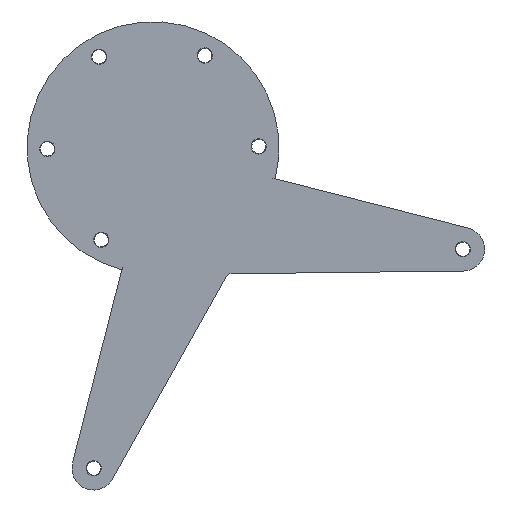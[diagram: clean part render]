
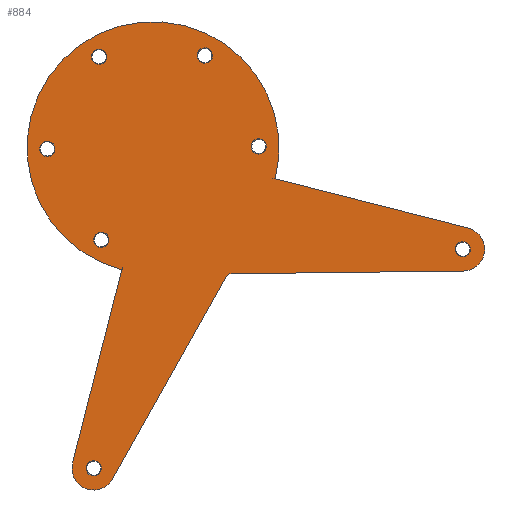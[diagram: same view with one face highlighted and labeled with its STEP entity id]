
A CAD part, top view. The second image highlights one B-rep face of the part: STEP entity #884.
In plain terms, the highlighted planar face has unit normal (0, 0, 1).
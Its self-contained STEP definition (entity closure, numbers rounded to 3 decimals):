
#884=ADVANCED_FACE('',(#1100,#1101,#1102,#1103,#1104,#1105,#1106,#1107),#1108,.F.);
#1100=FACE_OUTER_BOUND('',#2900,.T.);
#1101=FACE_BOUND('',#2901,.T.);
#1102=FACE_BOUND('',#2902,.T.);
#1103=FACE_BOUND('',#2903,.T.);
#1104=FACE_BOUND('',#2904,.T.);
#1105=FACE_BOUND('',#2905,.T.);
#1106=FACE_BOUND('',#2906,.T.);
#1107=FACE_BOUND('',#2907,.T.);
#1108=PLANE('',#2908);
#2900=EDGE_LOOP('',(#3283,#3284,#3285,#3286,#3287,#3288,#3289,#3290));
#2901=EDGE_LOOP('',(#3291,#3292));
#2902=EDGE_LOOP('',(#3293,#3294));
#2903=EDGE_LOOP('',(#3295,#3296));
#2904=EDGE_LOOP('',(#3297,#3298));
#2905=EDGE_LOOP('',(#3299,#3300));
#2906=EDGE_LOOP('',(#3301,#3302));
#2907=EDGE_LOOP('',(#3303,#3304));
#2908=AXIS2_PLACEMENT_3D('',#3305,#3306,#3307);
#3283=ORIENTED_EDGE('',*,*,#3639,.F.);
#3284=ORIENTED_EDGE('',*,*,#3642,.F.);
#3285=ORIENTED_EDGE('',*,*,#3581,.F.);
#3286=ORIENTED_EDGE('',*,*,#3607,.F.);
#3287=ORIENTED_EDGE('',*,*,#3535,.F.);
#3288=ORIENTED_EDGE('',*,*,#3602,.F.);
#3289=ORIENTED_EDGE('',*,*,#3574,.T.);
#3290=ORIENTED_EDGE('',*,*,#3643,.T.);
#3291=ORIENTED_EDGE('',*,*,#3506,.F.);
#3292=ORIENTED_EDGE('',*,*,#3505,.F.);
#3293=ORIENTED_EDGE('',*,*,#3513,.F.);
#3294=ORIENTED_EDGE('',*,*,#3512,.F.);
#3295=ORIENTED_EDGE('',*,*,#3520,.F.);
#3296=ORIENTED_EDGE('',*,*,#3519,.F.);
#3297=ORIENTED_EDGE('',*,*,#3527,.F.);
#3298=ORIENTED_EDGE('',*,*,#3526,.F.);
#3299=ORIENTED_EDGE('',*,*,#3534,.F.);
#3300=ORIENTED_EDGE('',*,*,#3533,.F.);
#3301=ORIENTED_EDGE('',*,*,#3630,.F.);
#3302=ORIENTED_EDGE('',*,*,#3629,.F.);
#3303=ORIENTED_EDGE('',*,*,#3638,.T.);
#3304=ORIENTED_EDGE('',*,*,#3637,.T.);
#3305=CARTESIAN_POINT('',(6.543,-60.787,672.));
#3306=DIRECTION('',(0.0,0.0,-1.0));
#3307=DIRECTION('',(0.0,-1.0,0.0));
#3505=EDGE_CURVE('',#3735,#3737,#3738,.T.);
#3506=EDGE_CURVE('',#3737,#3735,#3739,.T.);
#3512=EDGE_CURVE('',#3748,#3750,#3751,.T.);
#3513=EDGE_CURVE('',#3750,#3748,#3752,.T.);
#3519=EDGE_CURVE('',#3761,#3763,#3764,.T.);
#3520=EDGE_CURVE('',#3763,#3761,#3765,.T.);
#3526=EDGE_CURVE('',#3774,#3776,#3777,.T.);
#3527=EDGE_CURVE('',#3776,#3774,#3778,.T.);
#3533=EDGE_CURVE('',#3787,#3789,#3790,.T.);
#3534=EDGE_CURVE('',#3789,#3787,#3791,.T.);
#3535=EDGE_CURVE('',#3792,#3793,#3794,.T.);
#3574=EDGE_CURVE('',#3860,#3861,#3862,.T.);
#3581=EDGE_CURVE('',#3873,#3868,#3875,.T.);
#3602=EDGE_CURVE('',#3860,#3792,#3907,.T.);
#3607=EDGE_CURVE('',#3793,#3873,#3916,.T.);
#3629=EDGE_CURVE('',#3944,#3946,#3947,.T.);
#3630=EDGE_CURVE('',#3946,#3944,#3948,.T.);
#3637=EDGE_CURVE('',#3960,#3958,#3961,.T.);
#3638=EDGE_CURVE('',#3958,#3960,#3962,.T.);
#3639=EDGE_CURVE('',#3963,#3964,#3965,.T.);
#3642=EDGE_CURVE('',#3868,#3963,#3968,.T.);
#3643=EDGE_CURVE('',#3861,#3964,#3969,.T.);
#3735=VERTEX_POINT('',#3978);
#3737=VERTEX_POINT('',#3981);
#3738=CIRCLE('',#3982,2.8);
#3739=CIRCLE('',#3983,2.8);
#3748=VERTEX_POINT('',#3992);
#3750=VERTEX_POINT('',#3995);
#3751=CIRCLE('',#3996,2.8);
#3752=CIRCLE('',#3997,2.8);
#3761=VERTEX_POINT('',#4006);
#3763=VERTEX_POINT('',#4009);
#3764=CIRCLE('',#4010,2.8);
#3765=CIRCLE('',#4011,2.8);
#3774=VERTEX_POINT('',#4020);
#3776=VERTEX_POINT('',#4023);
#3777=CIRCLE('',#4024,2.8);
#3778=CIRCLE('',#4025,2.8);
#3787=VERTEX_POINT('',#4034);
#3789=VERTEX_POINT('',#4037);
#3790=CIRCLE('',#4038,2.8);
#3791=CIRCLE('',#4039,2.8);
#3792=VERTEX_POINT('',#4040);
#3793=VERTEX_POINT('',#4041);
#3794=CIRCLE('',#4042,46.26);
#3860=VERTEX_POINT('',#4300);
#3861=VERTEX_POINT('',#4301);
#3862=CIRCLE('',#4302,8.0);
#3868=VERTEX_POINT('',#4324);
#3873=VERTEX_POINT('',#4344);
#3875=CIRCLE('',#4347,8.0);
#3907=LINE('',#4442,#4443);
#3916=LINE('',#4473,#4474);
#3944=VERTEX_POINT('',#4573);
#3946=VERTEX_POINT('',#4576);
#3947=CIRCLE('',#4577,2.8);
#3948=CIRCLE('',#4578,2.8);
#3958=VERTEX_POINT('',#4589);
#3960=VERTEX_POINT('',#4592);
#3961=CIRCLE('',#4593,2.8);
#3962=CIRCLE('',#4594,2.8);
#3963=VERTEX_POINT('',#4595);
#3964=VERTEX_POINT('',#4596);
#3965=ELLIPSE('',#4597,2.007,2.0);
#3968=LINE('',#4602,#4603);
#3969=LINE('',#4604,#4605);
#3978=CARTESIAN_POINT('',(-62.845,-113.893,672.));
#3981=CARTESIAN_POINT('',(-65.703,-109.077,672.));
#3982=AXIS2_PLACEMENT_3D('',#4619,#4620,#4621);
#3983=AXIS2_PLACEMENT_3D('',#4622,#4623,#4624);
#3992=CARTESIAN_POINT('',(-80.472,-145.282,672.));
#3995=CARTESIAN_POINT('',(-86.071,-145.349,672.));
#3996=AXIS2_PLACEMENT_3D('',#4638,#4639,#4640);
#3997=AXIS2_PLACEMENT_3D('',#4641,#4642,#4643);
#4006=CARTESIAN_POINT('',(-62.101,-176.242,672.));
#4009=CARTESIAN_POINT('',(-64.843,-181.125,672.));
#4010=AXIS2_PLACEMENT_3D('',#4657,#4658,#4659);
#4011=AXIS2_PLACEMENT_3D('',#4660,#4661,#4662);
#4020=CARTESIAN_POINT('',(-26.848,-113.463,672.));
#4023=CARTESIAN_POINT('',(-24.106,-108.58,672.));
#4024=AXIS2_PLACEMENT_3D('',#4676,#4677,#4678);
#4025=AXIS2_PLACEMENT_3D('',#4679,#4680,#4681);
#4034=CARTESIAN_POINT('',(-8.477,-144.423,672.));
#4037=CARTESIAN_POINT('',(-2.877,-144.356,672.));
#4038=AXIS2_PLACEMENT_3D('',#4695,#4696,#4697);
#4039=AXIS2_PLACEMENT_3D('',#4698,#4699,#4700);
#4040=CARTESIAN_POINT('',(-55.913,-189.676,672.));
#4041=CARTESIAN_POINT('',(0.349,-156.291,672.));
#4042=AXIS2_PLACEMENT_3D('',#4701,#4702,#4703);
#4300=CARTESIAN_POINT('',(-73.998,-260.545,672.));
#4301=CARTESIAN_POINT('',(-59.271,-266.44,672.));
#4302=AXIS2_PLACEMENT_3D('',#4761,#4762,#4763);
#4324=CARTESIAN_POINT('',(69.335,-190.128,672.));
#4344=CARTESIAN_POINT('',(71.218,-174.377,672.));
#4347=AXIS2_PLACEMENT_3D('',#4768,#4769,#4770);
#4442=CARTESIAN_POINT('',(-73.998,-260.545,672.));
#4443=VECTOR('',#4794,73.14);
#4473=CARTESIAN_POINT('',(0.349,-156.291,672.));
#4474=VECTOR('',#4795,73.14);
#4573=CARTESIAN_POINT('',(71.648,-180.699,672.));
#4576=CARTESIAN_POINT('',(66.832,-183.557,672.));
#4577=AXIS2_PLACEMENT_3D('',#4816,#4817,#4818);
#4578=AXIS2_PLACEMENT_3D('',#4819,#4820,#4821);
#4589=CARTESIAN_POINT('',(-68.655,-263.952,672.));
#4592=CARTESIAN_POINT('',(-63.839,-261.094,672.));
#4593=AXIS2_PLACEMENT_3D('',#4836,#4837,#4838);
#4594=AXIS2_PLACEMENT_3D('',#4839,#4840,#4841);
#4595=CARTESIAN_POINT('',(-15.846,-191.145,672.));
#4596=CARTESIAN_POINT('',(-17.561,-192.163,672.));
#4597=AXIS2_PLACEMENT_3D('',#4842,#4843,#4844);
#4602=CARTESIAN_POINT('',(69.335,-190.128,672.));
#4603=VECTOR('',#4847,85.187);
#4604=CARTESIAN_POINT('',(-59.271,-266.44,672.));
#4605=VECTOR('',#4848,85.187);
#4619=CARTESIAN_POINT('',(-64.274,-111.485,672.));
#4620=DIRECTION('',(0.,0.,1.0));
#4621=DIRECTION('',(0.51,-0.86,0.));
#4622=CARTESIAN_POINT('',(-64.274,-111.485,672.));
#4623=DIRECTION('',(0.,0.,1.0));
#4624=DIRECTION('',(0.51,-0.86,0.));
#4638=CARTESIAN_POINT('',(-83.271,-145.316,672.));
#4639=DIRECTION('',(0.,0.,1.0));
#4640=DIRECTION('',(1.,0.012,0.));
#4641=CARTESIAN_POINT('',(-83.271,-145.316,672.));
#4642=DIRECTION('',(0.,0.,1.0));
#4643=DIRECTION('',(1.,0.012,0.));
#4657=CARTESIAN_POINT('',(-63.472,-178.684,672.));
#4658=DIRECTION('',(0.,0.,1.0));
#4659=DIRECTION('',(0.49,0.872,0.));
#4660=CARTESIAN_POINT('',(-63.472,-178.684,672.));
#4661=DIRECTION('',(0.,0.,1.0));
#4662=DIRECTION('',(0.49,0.872,0.));
#4676=CARTESIAN_POINT('',(-25.477,-111.022,672.));
#4677=DIRECTION('',(0.,0.,1.0));
#4678=DIRECTION('',(-0.49,-0.872,0.));
#4679=CARTESIAN_POINT('',(-25.477,-111.022,672.));
#4680=DIRECTION('',(0.,0.,1.0));
#4681=DIRECTION('',(-0.49,-0.872,0.));
#4695=CARTESIAN_POINT('',(-5.677,-144.39,672.));
#4696=DIRECTION('',(0.,0.,1.0));
#4697=DIRECTION('',(-1.,-0.012,0.));
#4698=CARTESIAN_POINT('',(-5.677,-144.39,672.));
#4699=DIRECTION('',(0.,0.,1.0));
#4700=DIRECTION('',(-1.,-0.012,0.));
#4701=CARTESIAN_POINT('',(-44.474,-144.853,672.));
#4702=DIRECTION('',(0.,0.,-1.0));
#4703=DIRECTION('',(0.51,-0.86,0.));
#4761=CARTESIAN_POINT('',(-66.247,-262.523,672.));
#4762=DIRECTION('',(0.,0.,1.0));
#4763=DIRECTION('',(0.51,-0.86,0.));
#4768=CARTESIAN_POINT('',(69.24,-182.128,672.));
#4769=DIRECTION('',(0.,0.,-1.0));
#4770=DIRECTION('',(0.51,-0.86,0.));
#4794=DIRECTION('',(0.247,0.969,0.));
#4795=DIRECTION('',(0.969,-0.247,0.));
#4816=CARTESIAN_POINT('',(69.24,-182.128,672.));
#4817=DIRECTION('',(0.,0.,1.0));
#4818=DIRECTION('',(0.86,0.51,0.));
#4819=CARTESIAN_POINT('',(69.24,-182.128,672.));
#4820=DIRECTION('',(0.,0.,1.0));
#4821=DIRECTION('',(0.86,0.51,0.));
#4836=CARTESIAN_POINT('',(-66.247,-262.523,672.));
#4837=DIRECTION('',(0.,0.,-1.0));
#4838=DIRECTION('',(-0.86,-0.51,0.));
#4839=CARTESIAN_POINT('',(-66.247,-262.523,672.));
#4840=DIRECTION('',(0.,0.,-1.0));
#4841=DIRECTION('',(-0.86,-0.51,0.));
#4842=CARTESIAN_POINT('',(-15.816,-193.149,672.));
#4843=DIRECTION('',(0.,0.,1.0));
#4844=DIRECTION('',(-0.51,0.86,0.));
#4847=DIRECTION('',(-1.,-0.012,0.0));
#4848=DIRECTION('',(0.49,0.872,0.));
